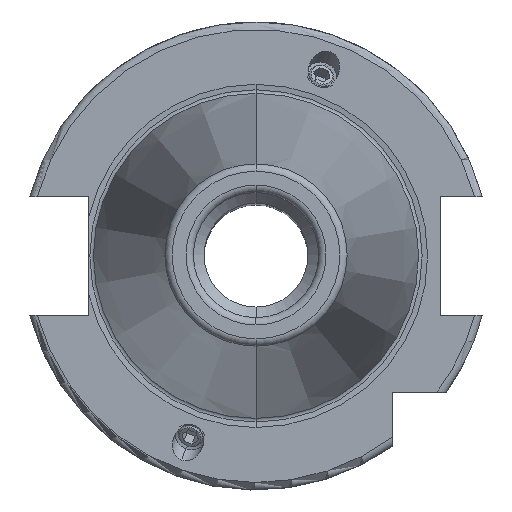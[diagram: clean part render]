
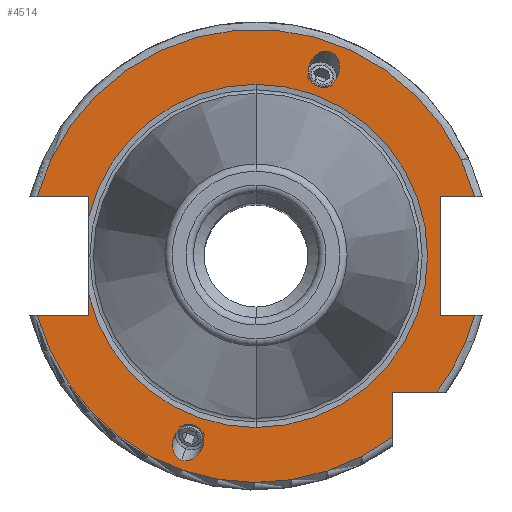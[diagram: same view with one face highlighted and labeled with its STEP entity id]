
A CAD part, top view. The second image highlights one B-rep face of the part: STEP entity #4514.
In plain terms, the highlighted planar face has unit normal (0, 0, 1).
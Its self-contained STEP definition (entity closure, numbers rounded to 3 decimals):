
#1255=DIRECTION('',(1,0,0));
#1256=VECTOR('',#1255,7.004);
#1257=CARTESIAN_POINT('',(-29.704,-8.05,18.1));
#1258=LINE('',#1257,#1256);
#1259=DIRECTION('',(0,1,0));
#1260=VECTOR('',#1259,2.753);
#1261=CARTESIAN_POINT('',(-22.7,-8.05,18.1));
#1262=LINE('',#1261,#1260);
#1263=DIRECTION('',(0,1,0));
#1264=VECTOR('',#1263,2.753);
#1265=CARTESIAN_POINT('',(-22.7,5.297,18.1));
#1266=LINE('',#1265,#1264);
#1267=DIRECTION('',(1,0,0));
#1268=VECTOR('',#1267,7.004);
#1269=CARTESIAN_POINT('',(-29.704,8.05,18.1));
#1270=LINE('',#1269,#1268);
#1271=DIRECTION('',(-1,0,0));
#1272=VECTOR('',#1271,4.704);
#1273=CARTESIAN_POINT('',(29.704,8.05,18.1));
#1274=LINE('',#1273,#1272);
#1275=DIRECTION('',(0,-1,0));
#1276=VECTOR('',#1275,16.1);
#1277=CARTESIAN_POINT('',(25,8.05,18.1));
#1278=LINE('',#1277,#1276);
#1279=DIRECTION('',(-1,0,0));
#1280=VECTOR('',#1279,4.704);
#1281=CARTESIAN_POINT('',(29.704,-8.05,18.1));
#1282=LINE('',#1281,#1280);
#1283=CARTESIAN_POINT('',(0,0,18.1));
#1284=DIRECTION('',(0,0,1));
#1285=DIRECTION('',(0.799,-0.601,0));
#1286=AXIS2_PLACEMENT_3D('',#1283,#1284,#1285);
#1288=DIRECTION('',(-1,0,0));
#1289=VECTOR('',#1288,6.094);
#1290=CARTESIAN_POINT('',(24.594,-18.5,18.1));
#1291=LINE('',#1290,#1289);
#1292=DIRECTION('',(0,1,0));
#1293=VECTOR('',#1292,6.094);
#1294=CARTESIAN_POINT('',(18.5,-24.594,18.1));
#1295=LINE('',#1294,#1293);
#1296=CARTESIAN_POINT('',(10.09,27.723,18.1));
#1297=CARTESIAN_POINT('',(9.863,27.806,18.1));
#1298=CARTESIAN_POINT('',(9.337,27.884,18.1));
#1299=CARTESIAN_POINT('',(8.455,27.594,18.1));
#1300=CARTESIAN_POINT('',(7.834,27.033,18.1));
#1301=CARTESIAN_POINT('',(7.483,26.49,18.1));
#1302=CARTESIAN_POINT('',(7.298,26.077,18.1));
#1303=CARTESIAN_POINT('',(7.174,25.641,18.1));
#1304=CARTESIAN_POINT('',(7.094,25.,18.1));
#1305=CARTESIAN_POINT('',(7.208,24.17,18.1));
#1306=CARTESIAN_POINT('',(7.698,23.381,18.1));
#1307=CARTESIAN_POINT('',(8.152,23.103,18.1));
#1308=CARTESIAN_POINT('',(8.379,23.02,18.1));
#1310=CARTESIAN_POINT('',(8.379,23.02,18.1));
#1311=CARTESIAN_POINT('',(8.606,22.937,18.1));
#1312=CARTESIAN_POINT('',(9.133,22.859,18.1));
#1313=CARTESIAN_POINT('',(10.014,23.149,18.1));
#1314=CARTESIAN_POINT('',(10.635,23.711,18.1));
#1315=CARTESIAN_POINT('',(10.986,24.253,18.1));
#1316=CARTESIAN_POINT('',(11.171,24.667,18.1));
#1317=CARTESIAN_POINT('',(11.295,25.103,18.1));
#1318=CARTESIAN_POINT('',(11.375,25.744,18.1));
#1319=CARTESIAN_POINT('',(11.261,26.573,18.1));
#1320=CARTESIAN_POINT('',(10.771,27.362,18.1));
#1321=CARTESIAN_POINT('',(10.318,27.641,18.1));
#1322=CARTESIAN_POINT('',(10.09,27.723,18.1));
#1324=CARTESIAN_POINT('',(-10.09,-27.723,18.1));
#1325=CARTESIAN_POINT('',(-10.318,-27.641,18.1));
#1326=CARTESIAN_POINT('',(-10.771,-27.362,18.1));
#1327=CARTESIAN_POINT('',(-11.261,-26.573,18.1));
#1328=CARTESIAN_POINT('',(-11.375,-25.744,18.1));
#1329=CARTESIAN_POINT('',(-11.295,-25.103,18.1));
#1330=CARTESIAN_POINT('',(-11.171,-24.667,18.1));
#1331=CARTESIAN_POINT('',(-10.986,-24.253,18.1));
#1332=CARTESIAN_POINT('',(-10.635,-23.711,18.1));
#1333=CARTESIAN_POINT('',(-10.014,-23.149,18.1));
#1334=CARTESIAN_POINT('',(-9.133,-22.859,18.1));
#1335=CARTESIAN_POINT('',(-8.606,-22.937,18.1));
#1336=CARTESIAN_POINT('',(-8.379,-23.02,18.1));
#1338=CARTESIAN_POINT('',(-8.379,-23.02,18.1));
#1339=CARTESIAN_POINT('',(-8.152,-23.103,18.1));
#1340=CARTESIAN_POINT('',(-7.698,-23.381,18.1));
#1341=CARTESIAN_POINT('',(-7.208,-24.17,18.1));
#1342=CARTESIAN_POINT('',(-7.094,-25.,18.1));
#1343=CARTESIAN_POINT('',(-7.174,-25.641,18.1));
#1344=CARTESIAN_POINT('',(-7.298,-26.077,18.1));
#1345=CARTESIAN_POINT('',(-7.483,-26.49,18.1));
#1346=CARTESIAN_POINT('',(-7.834,-27.033,18.1));
#1347=CARTESIAN_POINT('',(-8.455,-27.594,18.1));
#1348=CARTESIAN_POINT('',(-9.337,-27.884,18.1));
#1349=CARTESIAN_POINT('',(-9.863,-27.806,18.1));
#1350=CARTESIAN_POINT('',(-10.09,-27.723,18.1));
#1360=CARTESIAN_POINT('',(0,0,18.1));
#1361=DIRECTION('',(0,0,1));
#1362=DIRECTION('',(0,1,0));
#1363=AXIS2_PLACEMENT_3D('',#1360,#1361,#1362);
#1373=CARTESIAN_POINT('',(0,0,18.1));
#1374=DIRECTION('',(0,0,1));
#1375=DIRECTION('',(-0.974,-0.227,0));
#1376=AXIS2_PLACEMENT_3D('',#1373,#1374,#1375);
#1378=CARTESIAN_POINT('',(0,0,18.1));
#1379=DIRECTION('',(0,0,-1));
#1380=DIRECTION('',(0,1,0));
#1381=AXIS2_PLACEMENT_3D('',#1378,#1379,#1380);
#2218=CARTESIAN_POINT('',(0,0,18.1));
#2219=DIRECTION('',(0,0,1));
#2220=DIRECTION('',(0.965,0.262,0));
#2221=AXIS2_PLACEMENT_3D('',#2218,#2219,#2220);
#2269=CARTESIAN_POINT('',(0,0,18.1));
#2270=DIRECTION('',(0,0,1));
#2271=DIRECTION('',(-0.965,-0.262,0));
#2272=AXIS2_PLACEMENT_3D('',#2269,#2270,#2271);
#2948=CARTESIAN_POINT('',(-29.704,-8.05,18.1));
#2949=CARTESIAN_POINT('',(-22.7,-8.05,18.1));
#2950=VERTEX_POINT('',#2948);
#2951=VERTEX_POINT('',#2949);
#2952=CARTESIAN_POINT('',(-22.7,-5.297,18.1));
#2953=VERTEX_POINT('',#2952);
#2954=CARTESIAN_POINT('',(-22.7,5.297,18.1));
#2955=CARTESIAN_POINT('',(-22.7,8.05,18.1));
#2956=VERTEX_POINT('',#2954);
#2957=VERTEX_POINT('',#2955);
#2958=CARTESIAN_POINT('',(-29.704,8.05,18.1));
#2959=VERTEX_POINT('',#2958);
#2960=CARTESIAN_POINT('',(25,8.05,18.1));
#2961=CARTESIAN_POINT('',(25,-8.05,18.1));
#2962=VERTEX_POINT('',#2960);
#2963=VERTEX_POINT('',#2961);
#2964=CARTESIAN_POINT('',(29.704,-8.05,18.1));
#2965=VERTEX_POINT('',#2964);
#2966=CARTESIAN_POINT('',(29.704,8.05,18.1));
#2967=VERTEX_POINT('',#2966);
#2968=CARTESIAN_POINT('',(18.5,-24.594,18.1));
#2969=CARTESIAN_POINT('',(18.5,-18.5,18.1));
#2970=VERTEX_POINT('',#2968);
#2971=VERTEX_POINT('',#2969);
#2972=CARTESIAN_POINT('',(24.594,-18.5,18.1));
#2973=VERTEX_POINT('',#2972);
#3060=VERTEX_POINT('',#1296);
#3061=VERTEX_POINT('',#1308);
#3111=CARTESIAN_POINT('',(-10.09,-27.723,18.1));
#3113=VERTEX_POINT('',#3111);
#3118=CARTESIAN_POINT('',(-8.379,-23.02,18.1));
#3119=VERTEX_POINT('',#3118);
#3166=CARTESIAN_POINT('',(0,23.31,18.1));
#3167=VERTEX_POINT('',#3166);
#3168=CARTESIAN_POINT('',(0,-23.31,18.1));
#3169=VERTEX_POINT('',#3168);
#4473=CARTESIAN_POINT('',(0,0,18.1));
#4474=DIRECTION('',(0,0,-1));
#4475=DIRECTION('',(0,-1,0));
#4476=AXIS2_PLACEMENT_3D('',#4473,#4474,#4475);
#4477=PLANE('',#4476);
#4478=ORIENTED_EDGE('',*,*,#4343,.T.);
#4479=ORIENTED_EDGE('',*,*,#4367,.T.);
#4481=ORIENTED_EDGE('',*,*,#4480,.T.);
#4483=ORIENTED_EDGE('',*,*,#4482,.F.);
#4485=ORIENTED_EDGE('',*,*,#4484,.T.);
#4486=ORIENTED_EDGE('',*,*,#4363,.T.);
#4487=ORIENTED_EDGE('',*,*,#4390,.F.);
#4489=ORIENTED_EDGE('',*,*,#4488,.F.);
#4490=ORIENTED_EDGE('',*,*,#4439,.T.);
#4491=ORIENTED_EDGE('',*,*,#4461,.T.);
#4492=ORIENTED_EDGE('',*,*,#3597,.F.);
#4494=ORIENTED_EDGE('',*,*,#4493,.F.);
#4495=ORIENTED_EDGE('',*,*,#4195,.T.);
#4497=ORIENTED_EDGE('',*,*,#4496,.F.);
#4499=ORIENTED_EDGE('',*,*,#4498,.F.);
#4500=EDGE_LOOP('',(#4478,#4479,#4481,#4483,#4485,#4486,#4487,#4489,#4490,#4491,
#4492,#4494,#4495,#4497,#4499));
#4501=FACE_OUTER_BOUND('',#4500,.F.);
#4503=ORIENTED_EDGE('',*,*,#4502,.T.);
#4505=ORIENTED_EDGE('',*,*,#4504,.T.);
#4506=EDGE_LOOP('',(#4503,#4505));
#4507=FACE_BOUND('',#4506,.F.);
#4509=ORIENTED_EDGE('',*,*,#4508,.F.);
#4511=ORIENTED_EDGE('',*,*,#4510,.F.);
#4512=EDGE_LOOP('',(#4509,#4511));
#4513=FACE_BOUND('',#4512,.F.);
#4514=ADVANCED_FACE('',(#4501,#4507,#4513),#4477,.F.);
#1287=CIRCLE('',#1286,30.775);
#1309=B_SPLINE_CURVE_WITH_KNOTS('',3,(#1296,#1297,#1298,#1299,#1300,#1301,#1302,
#1303,#1304,#1305,#1306,#1307,#1308),.UNSPECIFIED.,.F.,.F.,(4,1,1,1,1,1,1,1,1,1,
4),(0,0.125,0.25,0.375,0.438,0.5,0.563,0.625,0.75,0.875,
1.0),.UNSPECIFIED.);
#1323=B_SPLINE_CURVE_WITH_KNOTS('',3,(#1310,#1311,#1312,#1313,#1314,#1315,#1316,
#1317,#1318,#1319,#1320,#1321,#1322),.UNSPECIFIED.,.F.,.F.,(4,1,1,1,1,1,1,1,1,1,
4),(0,0.125,0.25,0.375,0.438,0.5,0.563,0.625,0.75,0.875,
1.0),.UNSPECIFIED.);
#1337=B_SPLINE_CURVE_WITH_KNOTS('',3,(#1324,#1325,#1326,#1327,#1328,#1329,#1330,
#1331,#1332,#1333,#1334,#1335,#1336),.UNSPECIFIED.,.F.,.F.,(4,1,1,1,1,1,1,1,1,1,
4),(0,0.125,0.25,0.375,0.438,0.5,0.563,0.625,0.75,0.875,
1.0),.UNSPECIFIED.);
#1351=B_SPLINE_CURVE_WITH_KNOTS('',3,(#1338,#1339,#1340,#1341,#1342,#1343,#1344,
#1345,#1346,#1347,#1348,#1349,#1350),.UNSPECIFIED.,.F.,.F.,(4,1,1,1,1,1,1,1,1,1,
4),(0,0.125,0.25,0.375,0.438,0.5,0.563,0.625,0.75,0.875,
1.0),.UNSPECIFIED.);
#1364=CIRCLE('',#1363,23.31);
#1377=CIRCLE('',#1376,23.31);
#1382=CIRCLE('',#1381,23.31);
#2222=CIRCLE('',#2221,30.775);
#2273=CIRCLE('',#2272,30.775);
#3597=EDGE_CURVE('',#2965,#2963,#1282,.T.);
#4195=EDGE_CURVE('',#2973,#2971,#1291,.T.);
#4343=EDGE_CURVE('',#2950,#2951,#1258,.T.);
#4363=EDGE_CURVE('',#2956,#2957,#1266,.T.);
#4367=EDGE_CURVE('',#2951,#2953,#1262,.T.);
#4390=EDGE_CURVE('',#2959,#2957,#1270,.T.);
#4439=EDGE_CURVE('',#2967,#2962,#1274,.T.);
#4461=EDGE_CURVE('',#2962,#2963,#1278,.T.);
#4480=EDGE_CURVE('',#2953,#3169,#1377,.T.);
#4482=EDGE_CURVE('',#3167,#3169,#1382,.T.);
#4484=EDGE_CURVE('',#3167,#2956,#1364,.T.);
#4488=EDGE_CURVE('',#2967,#2959,#2222,.T.);
#4493=EDGE_CURVE('',#2973,#2965,#1287,.T.);
#4496=EDGE_CURVE('',#2970,#2971,#1295,.T.);
#4498=EDGE_CURVE('',#2950,#2970,#2273,.T.);
#4502=EDGE_CURVE('',#3060,#3061,#1309,.T.);
#4504=EDGE_CURVE('',#3061,#3060,#1323,.T.);
#4508=EDGE_CURVE('',#3113,#3119,#1337,.T.);
#4510=EDGE_CURVE('',#3119,#3113,#1351,.T.);
